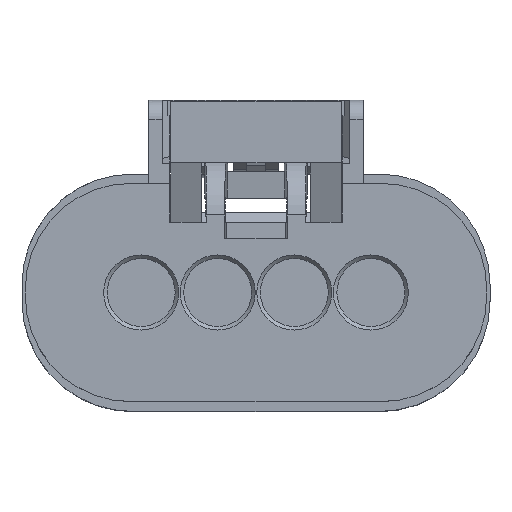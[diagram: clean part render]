
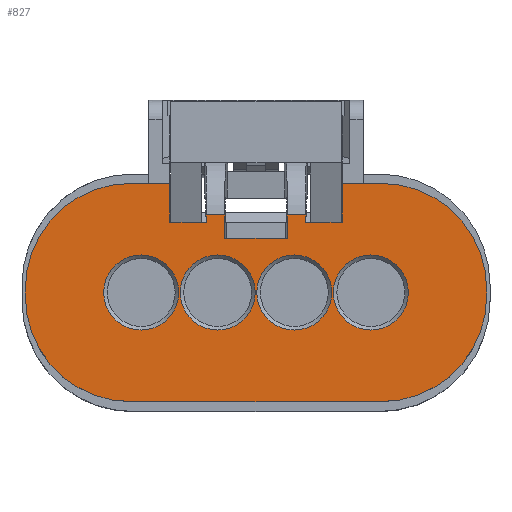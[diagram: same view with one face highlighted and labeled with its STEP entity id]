
A CAD part, top view. The second image highlights one B-rep face of the part: STEP entity #827.
In plain terms, the highlighted planar face has unit normal (0, 0, 1).
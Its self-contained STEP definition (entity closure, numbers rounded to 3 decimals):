
#827=ADVANCED_FACE('',(#1455,#1456,#1457,#1458,#1459),#1223,.T.);
#1223=PLANE('',#9180);
#1455=FACE_BOUND('',#1669,.T.);
#1456=FACE_BOUND('',#1670,.T.);
#1457=FACE_BOUND('',#1671,.T.);
#1458=FACE_BOUND('',#1672,.T.);
#1459=FACE_BOUND('',#1673,.T.);
#1669=EDGE_LOOP('',(#5063));
#1670=EDGE_LOOP('',(#5064));
#1671=EDGE_LOOP('',(#5065));
#1672=EDGE_LOOP('',(#5066));
#1673=EDGE_LOOP('',(#5067,#5068,#5069,#5070,#5071,#5072,#5073,#5074,#5075,
#5076,#5077,#5078,#5079,#5080,#5081,#5082,#5083,#5084,#5085,#5086));
#2239=LINE('',#13055,#3311);
#2244=LINE('',#13066,#3316);
#2249=LINE('',#13080,#3321);
#2251=LINE('',#13088,#3323);
#2257=LINE('',#13104,#3329);
#2320=LINE('',#13267,#3392);
#2322=LINE('',#13270,#3394);
#2381=LINE('',#13414,#3453);
#2390=LINE('',#13446,#3462);
#2391=LINE('',#13448,#3463);
#2392=LINE('',#13450,#3464);
#2393=LINE('',#13452,#3465);
#2394=LINE('',#13453,#3466);
#2395=LINE('',#13455,#3467);
#2396=LINE('',#13457,#3468);
#2397=LINE('',#13459,#3469);
#3311=VECTOR('',#10159,1.);
#3316=VECTOR('',#10166,1.);
#3321=VECTOR('',#10179,1.);
#3323=VECTOR('',#10189,1.);
#3329=VECTOR('',#10203,1.);
#3392=VECTOR('',#10346,1.);
#3394=VECTOR('',#10350,1.);
#3453=VECTOR('',#10459,1.);
#3462=VECTOR('',#10486,1.);
#3463=VECTOR('',#10487,1.);
#3464=VECTOR('',#10488,1.);
#3465=VECTOR('',#10489,1.);
#3466=VECTOR('',#10490,1.);
#3467=VECTOR('',#10491,1.);
#3468=VECTOR('',#10492,1.);
#3469=VECTOR('',#10493,1.);
#5063=ORIENTED_EDGE('',*,*,#8064,.T.);
#5064=ORIENTED_EDGE('',*,*,#8065,.T.);
#5065=ORIENTED_EDGE('',*,*,#8066,.T.);
#5066=ORIENTED_EDGE('',*,*,#8067,.T.);
#5067=ORIENTED_EDGE('',*,*,#7906,.F.);
#5068=ORIENTED_EDGE('',*,*,#7904,.T.);
#5069=ORIENTED_EDGE('',*,*,#7900,.T.);
#5070=ORIENTED_EDGE('',*,*,#7896,.T.);
#5071=ORIENTED_EDGE('',*,*,#7893,.T.);
#5072=ORIENTED_EDGE('',*,*,#7892,.T.);
#5073=ORIENTED_EDGE('',*,*,#7887,.T.);
#5074=ORIENTED_EDGE('',*,*,#7885,.T.);
#5075=ORIENTED_EDGE('',*,*,#7982,.F.);
#5076=ORIENTED_EDGE('',*,*,#8068,.F.);
#5077=ORIENTED_EDGE('',*,*,#8069,.T.);
#5078=ORIENTED_EDGE('',*,*,#8070,.T.);
#5079=ORIENTED_EDGE('',*,*,#8071,.F.);
#5080=ORIENTED_EDGE('',*,*,#8053,.F.);
#5081=ORIENTED_EDGE('',*,*,#8072,.T.);
#5082=ORIENTED_EDGE('',*,*,#8073,.F.);
#5083=ORIENTED_EDGE('',*,*,#8074,.F.);
#5084=ORIENTED_EDGE('',*,*,#8075,.F.);
#5085=ORIENTED_EDGE('',*,*,#7984,.F.);
#5086=ORIENTED_EDGE('',*,*,#7880,.T.);
#6914=VERTEX_POINT('',#13054);
#6915=VERTEX_POINT('',#13056);
#6919=VERTEX_POINT('',#13065);
#6920=VERTEX_POINT('',#13067);
#6921=VERTEX_POINT('',#13071);
#6923=VERTEX_POINT('',#13077);
#6925=VERTEX_POINT('',#13083);
#6927=VERTEX_POINT('',#13089);
#6930=VERTEX_POINT('',#13097);
#6932=VERTEX_POINT('',#13102);
#6991=VERTEX_POINT('',#13265);
#6993=VERTEX_POINT('',#13271);
#7045=VERTEX_POINT('',#13415);
#7046=VERTEX_POINT('',#13416);
#7055=VERTEX_POINT('',#13439);
#7056=VERTEX_POINT('',#13441);
#7057=VERTEX_POINT('',#13443);
#7058=VERTEX_POINT('',#13445);
#7059=VERTEX_POINT('',#13447);
#7060=VERTEX_POINT('',#13449);
#7061=VERTEX_POINT('',#13451);
#7062=VERTEX_POINT('',#13454);
#7063=VERTEX_POINT('',#13456);
#7064=VERTEX_POINT('',#13458);
#7880=EDGE_CURVE('',#6915,#6914,#2239,.T.);
#7885=EDGE_CURVE('',#6920,#6919,#2244,.T.);
#7887=EDGE_CURVE('',#6921,#6920,#8836,.T.);
#7892=EDGE_CURVE('',#6923,#6921,#2249,.T.);
#7893=EDGE_CURVE('',#6925,#6923,#8838,.T.);
#7896=EDGE_CURVE('',#6927,#6925,#2251,.T.);
#7900=EDGE_CURVE('',#6930,#6927,#8841,.T.);
#7904=EDGE_CURVE('',#6932,#6930,#2257,.T.);
#7906=EDGE_CURVE('',#6932,#6914,#8843,.T.);
#7982=EDGE_CURVE('',#6991,#6919,#2320,.T.);
#7984=EDGE_CURVE('',#6915,#6993,#2322,.T.);
#8053=EDGE_CURVE('',#7045,#7046,#2381,.T.);
#8064=EDGE_CURVE('',#7055,#7055,#8862,.T.);
#8065=EDGE_CURVE('',#7056,#7056,#8863,.T.);
#8066=EDGE_CURVE('',#7057,#7057,#8864,.T.);
#8067=EDGE_CURVE('',#7058,#7058,#8865,.T.);
#8068=EDGE_CURVE('',#7059,#6991,#2390,.T.);
#8069=EDGE_CURVE('',#7059,#7060,#2391,.T.);
#8070=EDGE_CURVE('',#7060,#7061,#2392,.T.);
#8071=EDGE_CURVE('',#7046,#7061,#2393,.T.);
#8072=EDGE_CURVE('',#7045,#7062,#2394,.T.);
#8073=EDGE_CURVE('',#7063,#7062,#2395,.T.);
#8074=EDGE_CURVE('',#7064,#7063,#2396,.T.);
#8075=EDGE_CURVE('',#6993,#7064,#2397,.T.);
#8836=CIRCLE('',#9094,5.5);
#8838=CIRCLE('',#9098,5.5);
#8841=CIRCLE('',#9103,5.5);
#8843=CIRCLE('',#9107,5.5);
#8862=CIRCLE('',#9176,1.96);
#8863=CIRCLE('',#9177,1.96);
#8864=CIRCLE('',#9178,1.96);
#8865=CIRCLE('',#9179,1.96);
#9094=AXIS2_PLACEMENT_3D('',#13070,#10170,#10171);
#9098=AXIS2_PLACEMENT_3D('',#13082,#10182,#10183);
#9103=AXIS2_PLACEMENT_3D('',#13096,#10196,#10197);
#9107=AXIS2_PLACEMENT_3D('',#13107,#10208,#10209);
#9176=AXIS2_PLACEMENT_3D('',#13438,#10478,#10479);
#9177=AXIS2_PLACEMENT_3D('',#13440,#10480,#10481);
#9178=AXIS2_PLACEMENT_3D('',#13442,#10482,#10483);
#9179=AXIS2_PLACEMENT_3D('',#13444,#10484,#10485);
#9180=AXIS2_PLACEMENT_3D('',#13460,#10494,#10495);
#10159=DIRECTION('',(-1.,0.,0.));
#10166=DIRECTION('',(-1.,0.,0.));
#10170=DIRECTION('',(0.,0.,1.));
#10171=DIRECTION('',(1.,0.,0.));
#10179=DIRECTION('',(0.,1.,0.));
#10182=DIRECTION('',(0.,0.,1.));
#10183=DIRECTION('',(1.,0.,0.));
#10189=DIRECTION('',(1.,0.,0.));
#10196=DIRECTION('',(0.,0.,1.));
#10197=DIRECTION('',(1.,0.,0.));
#10203=DIRECTION('',(0.,-1.,0.));
#10208=DIRECTION('',(0.,0.,-1.));
#10209=DIRECTION('',(1.,0.,0.));
#10346=DIRECTION('',(0.,1.,0.));
#10350=DIRECTION('',(0.,-1.,0.));
#10459=DIRECTION('',(1.,0.,0.));
#10478=DIRECTION('',(0.,0.,-1.));
#10479=DIRECTION('',(1.,0.,0.));
#10480=DIRECTION('',(0.,0.,-1.));
#10481=DIRECTION('',(1.,0.,0.));
#10482=DIRECTION('',(0.,0.,-1.));
#10483=DIRECTION('',(1.,0.,0.));
#10484=DIRECTION('',(0.,0.,-1.));
#10485=DIRECTION('',(1.,0.,0.));
#10486=DIRECTION('',(1.,0.,0.));
#10487=DIRECTION('',(0.,1.,0.));
#10488=DIRECTION('',(-1.,0.,0.));
#10489=DIRECTION('',(0.,1.,0.));
#10490=DIRECTION('',(0.,1.,0.));
#10491=DIRECTION('',(1.,0.,0.));
#10492=DIRECTION('',(0.,1.,0.));
#10493=DIRECTION('',(1.,0.,0.));
#10494=DIRECTION('',(0.,0.,1.));
#10495=DIRECTION('',(-1.,0.,0.));
#13054=CARTESIAN_POINT('',(-6.55,5.7,25.4));
#13055=CARTESIAN_POINT('',(-3.435,5.7,25.4));
#13056=CARTESIAN_POINT('',(-4.5,5.7,25.4));
#13065=CARTESIAN_POINT('',(4.5,5.7,25.4));
#13066=CARTESIAN_POINT('',(-1.4,5.7,25.4));
#13067=CARTESIAN_POINT('',(6.55,5.7,25.4));
#13070=CARTESIAN_POINT('',(6.55,0.2,25.4));
#13071=CARTESIAN_POINT('',(12.05,0.2,25.4));
#13077=CARTESIAN_POINT('',(12.05,-0.2,25.4));
#13080=CARTESIAN_POINT('',(12.05,-1.7,25.4));
#13082=CARTESIAN_POINT('',(6.55,-0.2,25.4));
#13083=CARTESIAN_POINT('',(6.55,-5.7,25.4));
#13088=CARTESIAN_POINT('',(-3.435,-5.7,25.4));
#13089=CARTESIAN_POINT('',(-6.55,-5.7,25.4));
#13096=CARTESIAN_POINT('',(-6.55,-0.2,25.4));
#13097=CARTESIAN_POINT('',(-12.05,-0.2,25.4));
#13102=CARTESIAN_POINT('',(-12.05,0.2,25.4));
#13104=CARTESIAN_POINT('',(-12.05,0.6,25.4));
#13107=CARTESIAN_POINT('',(-6.55,0.2,25.4));
#13265=CARTESIAN_POINT('',(4.5,3.675,25.4));
#13267=CARTESIAN_POINT('',(4.5,0.,25.4));
#13270=CARTESIAN_POINT('',(-4.5,0.,25.4));
#13271=CARTESIAN_POINT('',(-4.5,3.675,25.4));
#13414=CARTESIAN_POINT('',(-4.,2.825,25.4));
#13415=CARTESIAN_POINT('',(-1.626,2.825,25.4));
#13416=CARTESIAN_POINT('',(1.626,2.825,25.4));
#13438=CARTESIAN_POINT('',(6.,0.,25.4));
#13439=CARTESIAN_POINT('',(7.96,0.,25.4));
#13440=CARTESIAN_POINT('',(2.,0.,25.4));
#13441=CARTESIAN_POINT('',(3.96,0.,25.4));
#13442=CARTESIAN_POINT('',(-2.,0.,25.4));
#13443=CARTESIAN_POINT('',(-0.04,0.,25.4));
#13444=CARTESIAN_POINT('',(-6.,0.,25.4));
#13445=CARTESIAN_POINT('',(-4.04,0.,25.4));
#13446=CARTESIAN_POINT('',(-4.,3.675,25.4));
#13447=CARTESIAN_POINT('',(2.596,3.675,25.4));
#13448=CARTESIAN_POINT('',(2.596,3.6,25.4));
#13449=CARTESIAN_POINT('',(2.596,4.05,25.4));
#13450=CARTESIAN_POINT('',(-3.,4.05,25.4));
#13451=CARTESIAN_POINT('',(1.626,4.05,25.4));
#13452=CARTESIAN_POINT('',(1.626,0.,25.4));
#13453=CARTESIAN_POINT('',(-1.626,3.575,25.4));
#13454=CARTESIAN_POINT('',(-1.626,4.05,25.4));
#13455=CARTESIAN_POINT('',(-3.,4.05,25.4));
#13456=CARTESIAN_POINT('',(-2.596,4.05,25.4));
#13457=CARTESIAN_POINT('',(-2.596,0.,25.4));
#13458=CARTESIAN_POINT('',(-2.596,3.675,25.4));
#13459=CARTESIAN_POINT('',(-0.035,3.675,25.4));
#13460=CARTESIAN_POINT('',(-0.035,0.,25.4));
